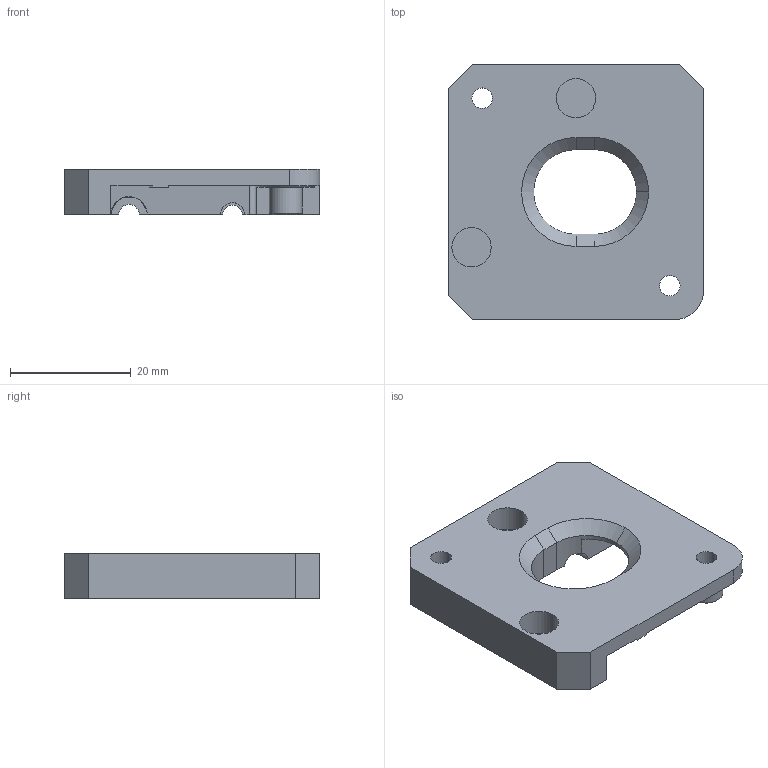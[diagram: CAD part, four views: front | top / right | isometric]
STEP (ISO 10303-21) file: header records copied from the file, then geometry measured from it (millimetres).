
FILE_DESCRIPTION (( 'STEP AP203' ), '1' );
FILE_NAME ('TR_extruder_outer_part_v1_0.STEP', '2018-05-17T19:13:30', ( '' ), ( '' ), 'SwSTEP 2.0', 'SolidWorks 2017', '' );
FILE_SCHEMA (( 'CONFIG_CONTROL_DESIGN' ));
Length unit declared in the file: millimetre
Products named in the file (1): TR_extruder_outer_part_v1_0
Bounding box: 42.3 x 42.3 x 7.5 mm (x, y, z)
Volume: 7975.1 mm3; surface area: 5145.5 mm2
Topology: 1 solids, 1 shells, 101 faces, 268 edges, 174 vertices
Faces by surface type: plane 49, cylinder 42, cone 10
Entity records: 3273 total; most frequent: CARTESIAN_POINT 604, DIRECTION 562, ORIENTED_EDGE 536, EDGE_CURVE 268, AXIS2_PLACEMENT_3D 204, VERTEX_POINT 174, VECTOR 154, LINE 154
